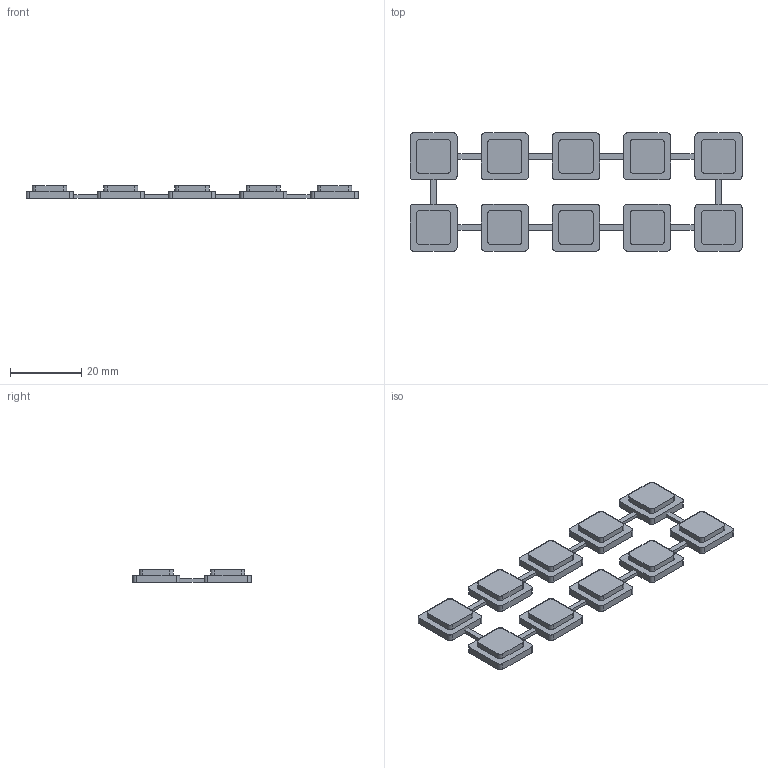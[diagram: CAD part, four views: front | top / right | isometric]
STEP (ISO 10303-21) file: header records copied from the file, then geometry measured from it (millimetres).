
FILE_DESCRIPTION (( 'STEP AP214' ), '1' );
FILE_NAME ('腑簽湖荂.STEP', '2023-12-08T03:39:10', ( '' ), ( '' ), 'SwSTEP 2.0', 'SolidWorks 2022', '' );
FILE_SCHEMA (( 'AUTOMOTIVE_DESIGN' ));
Length unit declared in the file: millimetre
Products named in the file (4): 灯帽打印; 按钮连接桥; 灯帽; 零件1^灯帽打印
Assembly tree (20 placements, depth 2):
  灯帽打印
    灯帽  x10
    按钮连接桥  x10
  零件1^灯帽打印
Bounding box: 93.2 x 33.2 x 3.6 mm (x, y, z)
Volume: 2267.5 mm3; surface area: 6623.4 mm2
Topology: 20 solids, 20 shells, 430 faces, 1080 edges, 720 vertices
Faces by surface type: plane 270, cylinder 160
Entity records: 1559 total; most frequent: DIRECTION 272, CARTESIAN_POINT 246, ORIENTED_EDGE 216, EDGE_CURVE 108, AXIS2_PLACEMENT_3D 98, VECTOR 76, LINE 76, VERTEX_POINT 72
